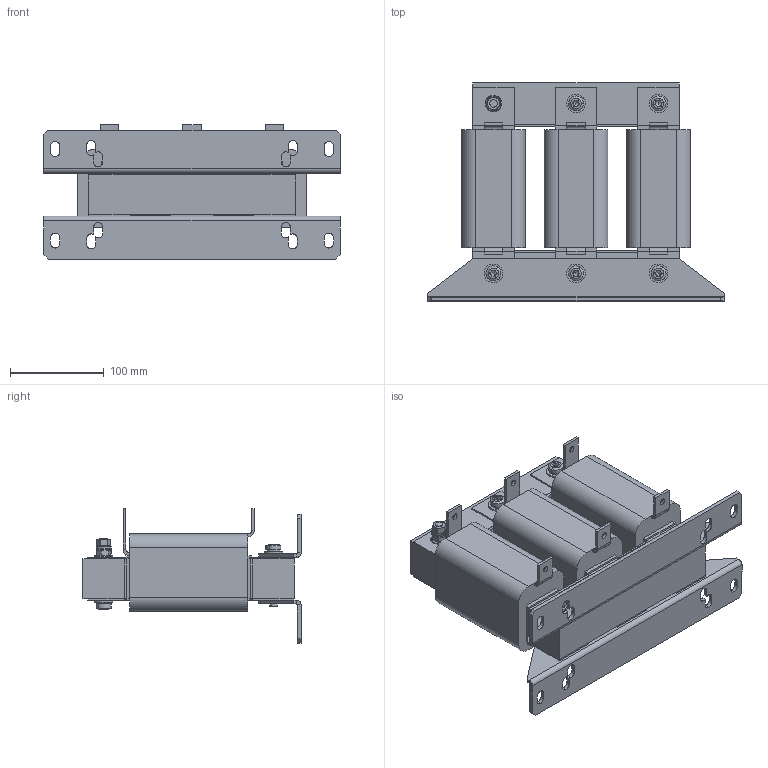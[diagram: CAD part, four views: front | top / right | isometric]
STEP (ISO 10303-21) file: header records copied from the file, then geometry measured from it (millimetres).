
FILE_DESCRIPTION (( 'STEP AP214' ), '1' );
FILE_NAME ('181244.STEP', '2020-05-28T23:49:43', ( '' ), ( '' ), 'SwSTEP 2.0', 'SolidWorks 2018', '' );
FILE_SCHEMA (( 'AUTOMOTIVE_DESIGN' ));
Length unit declared in the file: millimetre
Products named in the file (1): 181244
Bounding box: 316 x 232.75 x 143.5 mm (x, y, z)
Volume: 3226249.6 mm3; surface area: 309596.8 mm2
Topology: 1 solids, 1 shells, 574 faces, 1447 edges, 897 vertices
Faces by surface type: plane 336, cylinder 144, cone 46, bspline 28, sphere 12, torus 8
Entity records: 18017 total; most frequent: CARTESIAN_POINT 4337, ORIENTED_EDGE 2874, DIRECTION 2761, EDGE_CURVE 1437, AXIS2_PLACEMENT_3D 951, VERTEX_POINT 897, VECTOR 859, LINE 859
